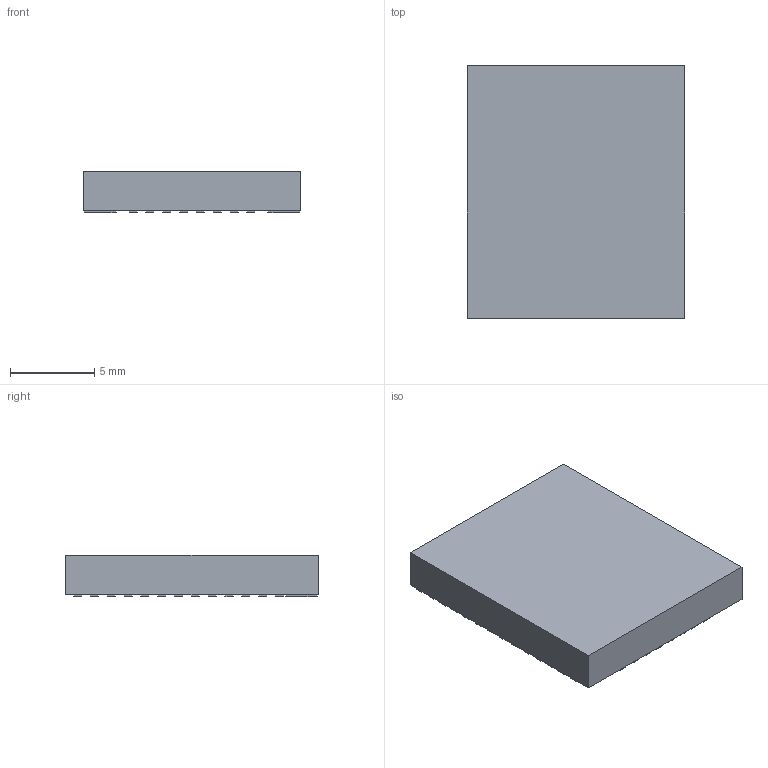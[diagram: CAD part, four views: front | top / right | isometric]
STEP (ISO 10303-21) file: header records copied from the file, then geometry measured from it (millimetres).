
FILE_DESCRIPTION(('FreeCAD Model'),'2;1');
FILE_NAME('17444939.2.2.stp','2025-10-14T11:28:13',( 'Author'),(''),'Open CASCADE STEP processor 6.9','FreeCAD','Unknown' );
FILE_SCHEMA(('AUTOMOTIVE_DESIGN { 1 0 10303 214 1 1 1 1 }'));
Length unit declared in the file: millimetre
Products named in the file (3): ASSEMBLY; Body; Pins
Assembly tree (2 placements, depth 2):
  ASSEMBLY
    Body
    Pins
Bounding box: 12.9 x 15 x 2.45 mm (x, y, z)
Volume: 458 mm3; surface area: 600.1 mm2
Topology: 37 solids, 37 shells, 222 faces, 444 edges, 296 vertices
Faces by surface type: plane 222
Entity records: 11711 total; most frequent: CARTESIAN_POINT 1853, DIRECTION 1782, LINE 1332, VECTOR 1332, ORIENTED_EDGE 888, PCURVE 888, DEFINITIONAL_REPRESENTATION 888, EDGE_CURVE 444
